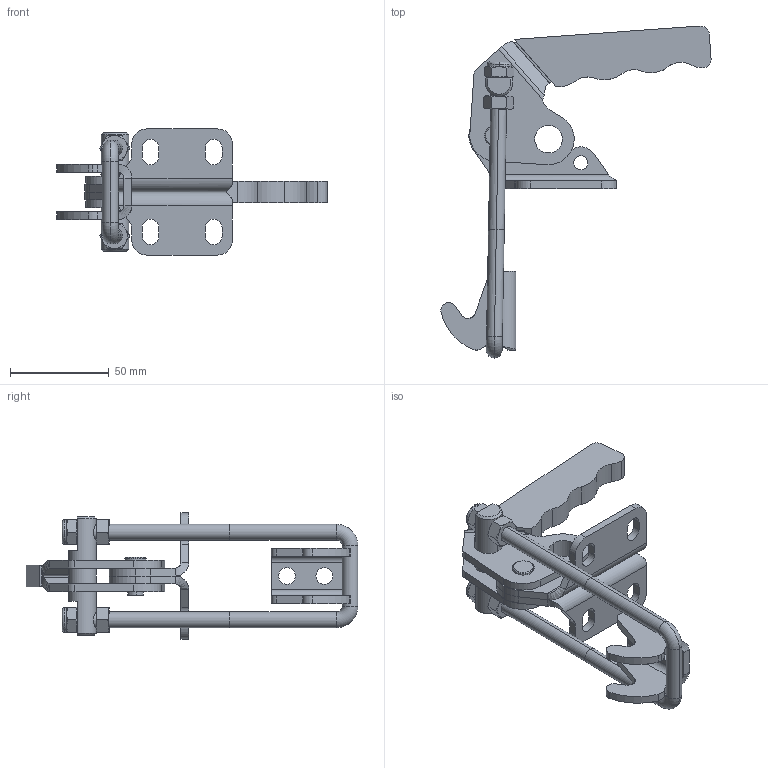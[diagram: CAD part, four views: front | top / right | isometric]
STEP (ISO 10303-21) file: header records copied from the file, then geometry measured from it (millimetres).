
FILE_DESCRIPTION (( 'STEP AP214' ), '1' );
FILE_NAME ('GH-40870-SSV(Â²¤Æ).STEP', '2020-09-16T06:09:51', ( 'LinWei' ), ( '' ), 'SwSTEP 2.0', 'SolidWorks 2016', '' );
FILE_SCHEMA (( 'AUTOMOTIVE_DESIGN' ));
Length unit declared in the file: millimetre
Products named in the file (6): 140870SS15-1^GH-40870-SSV(簡化); 440870SS44-1^GH-40870-SSV(簡化); Group3^GH-40870-SSV(簡化); Group2^GH-40870-SSV(簡化); Group1^GH-40870-SSV(簡化); GH-40870-SSV(簡化)
Assembly tree (5 placements, depth 2):
  GH-40870-SSV(簡化)
    Group1^GH-40870-SSV(簡化)
    Group2^GH-40870-SSV(簡化)
    Group3^GH-40870-SSV(簡化)
    440870SS44-1^GH-40870-SSV(簡化)
    140870SS15-1^GH-40870-SSV(簡化)
Bounding box: 137 x 168.36 x 64 mm (x, y, z)
Volume: 95897 mm3; surface area: 48752 mm2
Topology: 8 solids, 12 shells, 783 faces, 1991 edges, 1277 vertices
Faces by surface type: plane 345, bspline 203, cylinder 174, cone 53, torus 8
Entity records: 31937 total; most frequent: CARTESIAN_POINT 13529, ORIENTED_EDGE 3980, DIRECTION 3045, EDGE_CURVE 1990, VERTEX_POINT 1277, VECTOR 1123, LINE 1123, AXIS2_PLACEMENT_3D 961
